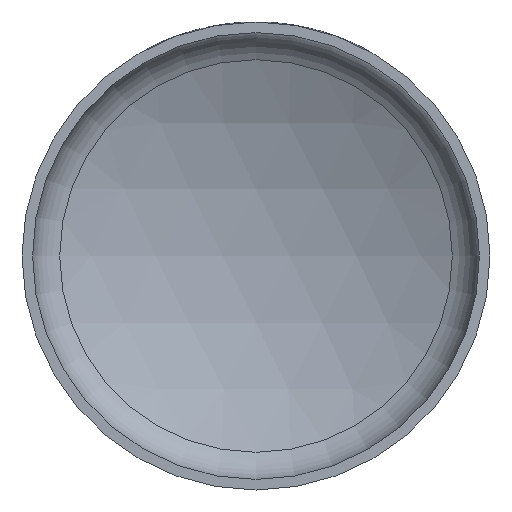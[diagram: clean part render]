
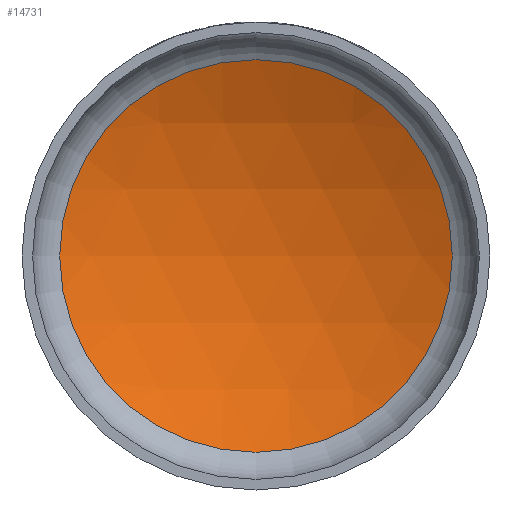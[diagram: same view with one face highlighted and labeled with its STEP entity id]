
A CAD part, front view. The second image highlights one B-rep face of the part: STEP entity #14731.
In plain terms, the highlighted spherical face has radius 133 mm.
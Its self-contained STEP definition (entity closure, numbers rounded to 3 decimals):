
#2533 = ORIENTED_EDGE ( 'NONE', *, *, #9345, .T. ) ;
#2621 = AXIS2_PLACEMENT_3D ( 'NONE', #23397, #15545, #17566 ) ;
#3146 = CIRCLE ( 'NONE', #20495, 55.778 ) ;
#3200 = CARTESIAN_POINT ( 'NONE',  ( 0., 34.074, -55.778 ) ) ;
#3331 = FACE_OUTER_BOUND ( 'NONE', #11066, .T. ) ;
#9345 = EDGE_CURVE ( 'NONE', #9967, #9967, #3146, .T. ) ;
#9967 = VERTEX_POINT ( 'NONE', #3200 ) ;
#10592 = SPHERICAL_SURFACE ( 'NONE', #2621, 133. ) ;
#10733 = CARTESIAN_POINT ( 'NONE',  ( 0., 34.074, 0. ) ) ;
#11066 = EDGE_LOOP ( 'NONE', ( #2533 ) ) ;
#12501 = DIRECTION ( 'NONE',  ( 0., 0., -1. ) ) ;
#14731 = ADVANCED_FACE ( 'NONE', ( #3331 ), #10592, .F. ) ;
#15545 = DIRECTION ( 'NONE',  ( 0., 0., 1. ) ) ;
#17566 = DIRECTION ( 'NONE',  ( 1., 0., 0. ) ) ;
#18489 = DIRECTION ( 'NONE',  ( 0., -1., 0. ) ) ;
#20495 = AXIS2_PLACEMENT_3D ( 'NONE', #10733, #18489, #12501 ) ;
#23397 = CARTESIAN_POINT ( 'NONE',  ( 0., -86.665, 0. ) ) ;
